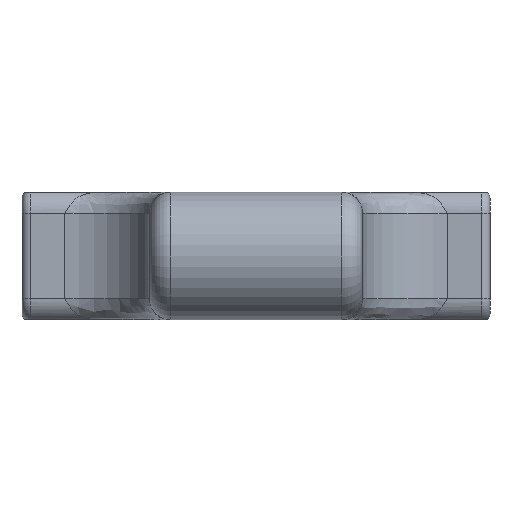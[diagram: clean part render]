
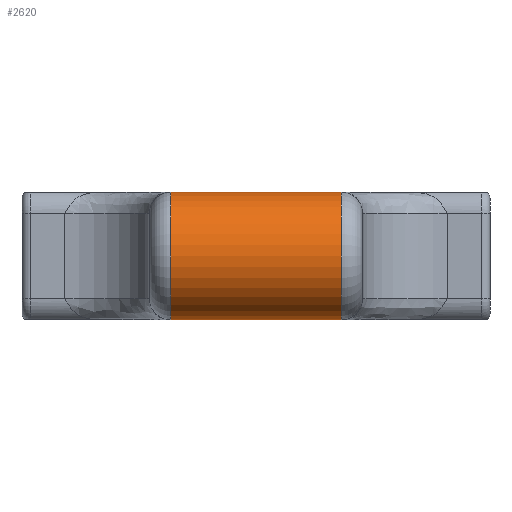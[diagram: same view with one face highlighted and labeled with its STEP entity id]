
A CAD part, left-side view. The second image highlights one B-rep face of the part: STEP entity #2620.
In plain terms, the highlighted cylindrical face has radius 7.5 mm (diameter 15 mm), a full revolution.
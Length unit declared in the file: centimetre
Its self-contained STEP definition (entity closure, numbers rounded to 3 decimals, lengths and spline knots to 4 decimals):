
#20=FACE_BOUND($,#654,.T.);
#32=LINE($,#7255,#160);
#36=LINE($,#7263,#164);
#56=LINE($,#9232,#184);
#60=LINE($,#9240,#188);
#160=VECTOR($,#3049,0.05);
#164=VECTOR($,#3053,0.05);
#184=VECTOR($,#3169,0.05);
#188=VECTOR($,#3173,0.05);
#338=CYLINDRICAL_SURFACE($,#2850,0.75);
#484=FACE_OUTER_BOUND($,#653,.T.);
#653=EDGE_LOOP($,(#2165,#2166,#2167,#2168));
#654=EDGE_LOOP($,(#2169,#2170,#2171,#2172));
#965=CIRCLE($,#2846,0.75);
#968=CIRCLE($,#2851,0.75);
#969=CIRCLE($,#2852,0.75);
#970=CIRCLE($,#2853,0.75);
#1068=VERTEX_POINT($,#7252);
#1069=VERTEX_POINT($,#7254);
#1072=VERTEX_POINT($,#7260);
#1073=VERTEX_POINT($,#7262);
#1139=VERTEX_POINT($,#9229);
#1140=VERTEX_POINT($,#9231);
#1143=VERTEX_POINT($,#9237);
#1144=VERTEX_POINT($,#9239);
#1348=EDGE_CURVE($,#1069,#1068,#32,.T.);
#1352=EDGE_CURVE($,#1073,#1072,#36,.T.);
#1449=EDGE_CURVE($,#1139,#1140,#56,.T.);
#1453=EDGE_CURVE($,#1143,#1144,#60,.T.);
#1545=EDGE_CURVE($,#1144,#1068,#965,.T.);
#1549=EDGE_CURVE($,#1140,#1072,#968,.T.);
#1550=EDGE_CURVE($,#1073,#1139,#969,.T.);
#1551=EDGE_CURVE($,#1069,#1143,#970,.T.);
#2165=ORIENTED_EDGE($,*,*,#1549,.F.);
#2166=ORIENTED_EDGE($,*,*,#1449,.F.);
#2167=ORIENTED_EDGE($,*,*,#1550,.F.);
#2168=ORIENTED_EDGE($,*,*,#1352,.T.);
#2169=ORIENTED_EDGE($,*,*,#1545,.F.);
#2170=ORIENTED_EDGE($,*,*,#1453,.F.);
#2171=ORIENTED_EDGE($,*,*,#1551,.F.);
#2172=ORIENTED_EDGE($,*,*,#1348,.T.);
#2620=ADVANCED_FACE($,(#484,#20),#338,.T.);
#2846=AXIS2_PLACEMENT_3D($,#10892,#3327,#3328);
#2850=AXIS2_PLACEMENT_3D($,#10928,#3336,#3337);
#2851=AXIS2_PLACEMENT_3D($,#10929,#3338,#3339);
#2852=AXIS2_PLACEMENT_3D($,#10930,#3340,#3341);
#2853=AXIS2_PLACEMENT_3D($,#10931,#3342,#3343);
#3049=DIRECTION($,(0.,-1.,0.));
#3053=DIRECTION($,(0.,-1.,0.));
#3169=DIRECTION($,(0.,-1.,0.));
#3173=DIRECTION($,(0.,-1.,0.));
#3327=DIRECTION('center_axis',(0.,-1.,0.));
#3328=DIRECTION('ref_axis',(-1.,0.,0.));
#3336=DIRECTION('center_axis',(0.,-1.,0.));
#3337=DIRECTION('ref_axis',(0.,0.,1.));
#3338=DIRECTION('center_axis',(0.,1.,0.));
#3339=DIRECTION('ref_axis',(0.,0.,
-1.));
#3340=DIRECTION('center_axis',(0.,1.,0.));
#3341=DIRECTION('ref_axis',(-1.,0.,0.));
#3342=DIRECTION('center_axis',(0.,-1.,0.));
#3343=DIRECTION('ref_axis',(0.,0.,
1.));
#7252=CARTESIAN_POINT('',(-17.6851,6.0556,1.3));
#7254=CARTESIAN_POINT('',(-17.6851,6.1056,1.3));
#7255=CARTESIAN_POINT($,(-17.6851,6.1056,1.3));
#7260=CARTESIAN_POINT('',(-17.6851,8.0056,1.3));
#7262=CARTESIAN_POINT('',(-17.6851,8.0556,1.3));
#7263=CARTESIAN_POINT($,(-17.6851,8.0556,1.3));
#9229=CARTESIAN_POINT('',(-17.6851,8.0556,2.8));
#9231=CARTESIAN_POINT('',(-17.6851,8.0056,2.8));
#9232=CARTESIAN_POINT($,(-17.6851,8.0556,2.8));
#9237=CARTESIAN_POINT('',(-17.6851,6.1056,2.8));
#9239=CARTESIAN_POINT('',(-17.6851,6.0556,2.8));
#9240=CARTESIAN_POINT($,(-17.6851,6.1056,2.8));
#10892=CARTESIAN_POINT('Origin',(-17.6851,6.0556,2.05));
#10928=CARTESIAN_POINT('Origin',(-17.6851,7.0556,2.05));
#10929=CARTESIAN_POINT('Origin',(-17.6851,8.0056,2.05));
#10930=CARTESIAN_POINT('Origin',(-17.6851,8.0556,2.05));
#10931=CARTESIAN_POINT('Origin',(-17.6851,6.1056,2.05));
